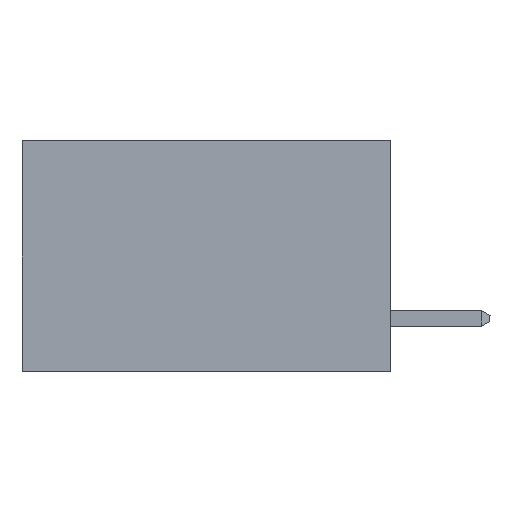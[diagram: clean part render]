
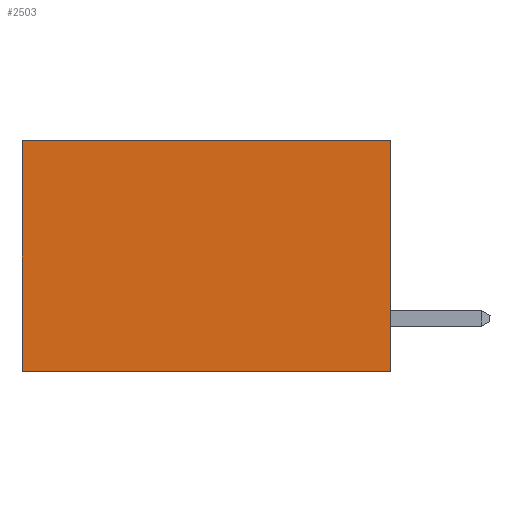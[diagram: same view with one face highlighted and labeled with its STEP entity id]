
A CAD part, left-side view. The second image highlights one B-rep face of the part: STEP entity #2503.
In plain terms, the highlighted planar face has unit normal (-1, 0, 0).
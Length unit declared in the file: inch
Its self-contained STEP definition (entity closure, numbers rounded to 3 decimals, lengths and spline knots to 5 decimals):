
#107 = VERTEX_POINT ( 'NONE', #5185 ) ;
#192 = CARTESIAN_POINT ( 'NONE',  ( 0.277, 0.59, -0.37 ) ) ;
#302 = DIRECTION ( 'NONE',  ( 0., 0., -1. ) ) ;
#335 = VERTEX_POINT ( 'NONE', #7678 ) ;
#883 = VERTEX_POINT ( 'NONE', #7080 ) ;
#1524 = VECTOR ( 'NONE', #5183, 39.37008 ) ;
#1659 = CARTESIAN_POINT ( 'NONE',  ( 0.277, 0., -0.37 ) ) ;
#1776 = EDGE_LOOP ( 'NONE', ( #4780, #7442, #3156, #5152 ) ) ;
#2292 = CARTESIAN_POINT ( 'NONE',  ( 0.277, 0.59, -0.37 ) ) ;
#2399 = LINE ( 'NONE', #192, #4771 ) ;
#2503 = ADVANCED_FACE ( 'NONE', ( #6846 ), #5967, .F. ) ;
#3156 = ORIENTED_EDGE ( 'NONE', *, *, #6135, .F. ) ;
#3304 = DIRECTION ( 'NONE',  ( 1., 0., 0. ) ) ;
#3335 = VERTEX_POINT ( 'NONE', #2292 ) ;
#3471 = CARTESIAN_POINT ( 'NONE',  ( 0.277, 0., -0.37 ) ) ;
#3641 = AXIS2_PLACEMENT_3D ( 'NONE', #1659, #3304, #302 ) ;
#4566 = CARTESIAN_POINT ( 'NONE',  ( 0.277, 0., 0. ) ) ;
#4771 = VECTOR ( 'NONE', #5258, 39.37008 ) ;
#4780 = ORIENTED_EDGE ( 'NONE', *, *, #7134, .T. ) ;
#4954 = LINE ( 'NONE', #4566, #1524 ) ;
#5152 = ORIENTED_EDGE ( 'NONE', *, *, #6916, .T. ) ;
#5183 = DIRECTION ( 'NONE',  ( 0., 1., 0. ) ) ;
#5185 = CARTESIAN_POINT ( 'NONE',  ( 0.277, 0., 0. ) ) ;
#5258 = DIRECTION ( 'NONE',  ( 0., 0., -1. ) ) ;
#5492 = EDGE_CURVE ( 'NONE', #883, #3335, #7774, .T. ) ;
#5633 = LINE ( 'NONE', #3471, #5774 ) ;
#5774 = VECTOR ( 'NONE', #7335, 39.37008 ) ;
#5967 = PLANE ( 'NONE',  #3641 ) ;
#6135 = EDGE_CURVE ( 'NONE', #107, #883, #5633, .T. ) ;
#6596 = VECTOR ( 'NONE', #7557, 39.37008 ) ;
#6846 = FACE_OUTER_BOUND ( 'NONE', #1776, .T. ) ;
#6916 = EDGE_CURVE ( 'NONE', #107, #335, #4954, .T. ) ;
#7080 = CARTESIAN_POINT ( 'NONE',  ( 0.277, 0., -0.37 ) ) ;
#7134 = EDGE_CURVE ( 'NONE', #335, #3335, #2399, .T. ) ;
#7137 = CARTESIAN_POINT ( 'NONE',  ( 0.277, 0., -0.37 ) ) ;
#7335 = DIRECTION ( 'NONE',  ( 0., 0., -1. ) ) ;
#7442 = ORIENTED_EDGE ( 'NONE', *, *, #5492, .F. ) ;
#7557 = DIRECTION ( 'NONE',  ( 0., 1., 0. ) ) ;
#7678 = CARTESIAN_POINT ( 'NONE',  ( 0.277, 0.59, 0. ) ) ;
#7774 = LINE ( 'NONE', #7137, #6596 ) ;
